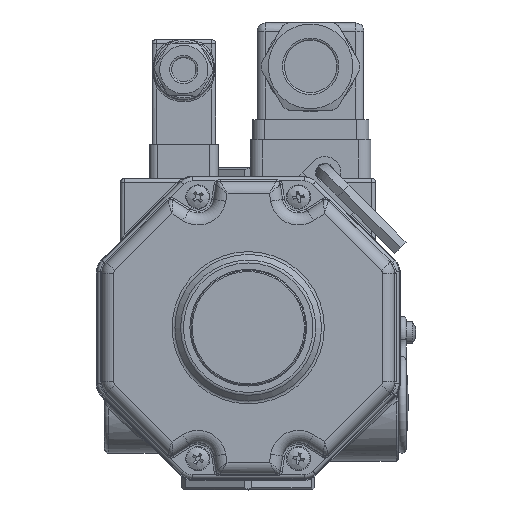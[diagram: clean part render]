
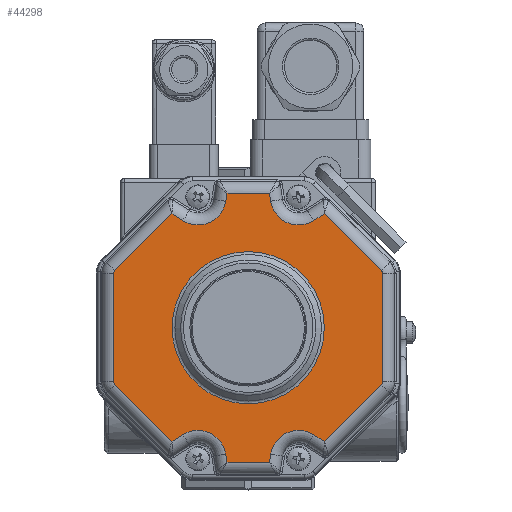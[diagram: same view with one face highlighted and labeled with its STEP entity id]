
A CAD part, top view. The second image highlights one B-rep face of the part: STEP entity #44298.
In plain terms, the highlighted face is planar.
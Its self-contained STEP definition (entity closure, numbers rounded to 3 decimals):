
#3324=CIRCLE('',#48321,1.);
#3329=CIRCLE('',#48329,1.);
#3337=CIRCLE('',#48342,7.);
#3346=CIRCLE('',#48356,1.);
#3350=CIRCLE('',#48363,7.);
#3354=CIRCLE('',#48368,1.);
#3389=CIRCLE('',#48455,7.);
#3390=CIRCLE('',#48456,7.);
#3391=CIRCLE('',#48457,18.914);
#12511=ORIENTED_EDGE('',*,*,#19000,.T.);
#12512=ORIENTED_EDGE('',*,*,#19179,.T.);
#12513=ORIENTED_EDGE('',*,*,#18990,.T.);
#12514=ORIENTED_EDGE('',*,*,#18986,.T.);
#12515=ORIENTED_EDGE('',*,*,#18992,.T.);
#12516=ORIENTED_EDGE('',*,*,#18995,.T.);
#12517=ORIENTED_EDGE('',*,*,#19002,.T.);
#12518=ORIENTED_EDGE('',*,*,#19007,.T.);
#12519=ORIENTED_EDGE('',*,*,#19017,.T.);
#12520=ORIENTED_EDGE('',*,*,#19023,.T.);
#12521=ORIENTED_EDGE('',*,*,#19026,.T.);
#12522=ORIENTED_EDGE('',*,*,#19037,.T.);
#12523=ORIENTED_EDGE('',*,*,#19048,.T.);
#12524=ORIENTED_EDGE('',*,*,#19054,.T.);
#12525=ORIENTED_EDGE('',*,*,#19060,.T.);
#12526=ORIENTED_EDGE('',*,*,#19064,.T.);
#12527=ORIENTED_EDGE('',*,*,#19058,.T.);
#12528=ORIENTED_EDGE('',*,*,#19052,.T.);
#12529=ORIENTED_EDGE('',*,*,#19046,.T.);
#12530=ORIENTED_EDGE('',*,*,#19041,.T.);
#12531=ORIENTED_EDGE('',*,*,#19031,.T.);
#12532=ORIENTED_EDGE('',*,*,#19180,.T.);
#12533=ORIENTED_EDGE('',*,*,#19021,.T.);
#12534=ORIENTED_EDGE('',*,*,#19011,.T.);
#12535=ORIENTED_EDGE('',*,*,#19181,.T.);
#18986=EDGE_CURVE('',#22799,#22801,#25259,.T.);
#18990=EDGE_CURVE('',#22802,#22799,#25262,.T.);
#18992=EDGE_CURVE('',#22801,#22805,#3324,.T.);
#18995=EDGE_CURVE('',#22805,#22807,#25263,.T.);
#19000=EDGE_CURVE('',#22808,#22811,#25266,.T.);
#19002=EDGE_CURVE('',#22807,#22813,#3329,.T.);
#19007=EDGE_CURVE('',#22813,#22816,#25267,.T.);
#19011=EDGE_CURVE('',#22817,#22808,#25270,.T.);
#19017=EDGE_CURVE('',#22816,#22822,#25271,.T.);
#19021=EDGE_CURVE('',#22823,#22817,#25274,.T.);
#19023=EDGE_CURVE('',#22822,#22826,#3337,.T.);
#19026=EDGE_CURVE('',#22826,#22828,#25275,.T.);
#19031=EDGE_CURVE('',#22829,#22832,#25278,.T.);
#19037=EDGE_CURVE('',#22828,#22836,#25279,.T.);
#19041=EDGE_CURVE('',#22837,#22829,#25282,.T.);
#19046=EDGE_CURVE('',#22840,#22837,#3346,.T.);
#19048=EDGE_CURVE('',#22836,#22843,#25283,.T.);
#19052=EDGE_CURVE('',#22844,#22840,#25286,.T.);
#19054=EDGE_CURVE('',#22843,#22847,#3350,.T.);
#19058=EDGE_CURVE('',#22848,#22844,#3354,.T.);
#19060=EDGE_CURVE('',#22847,#22851,#25287,.T.);
#19064=EDGE_CURVE('',#22851,#22848,#25290,.T.);
#19179=EDGE_CURVE('',#22811,#22802,#3389,.T.);
#19180=EDGE_CURVE('',#22832,#22823,#3390,.T.);
#19181=EDGE_CURVE('',#22915,#22915,#3391,.T.);
#22799=VERTEX_POINT('',#76082);
#22801=VERTEX_POINT('',#76101);
#22802=VERTEX_POINT('',#76106);
#22805=VERTEX_POINT('',#76113);
#22807=VERTEX_POINT('',#76119);
#22808=VERTEX_POINT('',#76138);
#22811=VERTEX_POINT('',#76143);
#22813=VERTEX_POINT('',#76148);
#22816=VERTEX_POINT('',#76227);
#22817=VERTEX_POINT('',#76246);
#22822=VERTEX_POINT('',#76365);
#22823=VERTEX_POINT('',#76370);
#22826=VERTEX_POINT('',#76377);
#22828=VERTEX_POINT('',#76397);
#22829=VERTEX_POINT('',#76416);
#22832=VERTEX_POINT('',#76421);
#22836=VERTEX_POINT('',#76552);
#22837=VERTEX_POINT('',#76557);
#22840=VERTEX_POINT('',#76622);
#22843=VERTEX_POINT('',#76629);
#22844=VERTEX_POINT('',#76634);
#22847=VERTEX_POINT('',#76641);
#22848=VERTEX_POINT('',#76646);
#22851=VERTEX_POINT('',#76667);
#22915=VERTEX_POINT('',#76954);
#25259=LINE('',#76102,#27552);
#25262=LINE('',#76109,#27555);
#25263=LINE('',#76120,#27556);
#25266=LINE('',#76144,#27559);
#25267=LINE('',#76228,#27560);
#25270=LINE('',#76249,#27563);
#25271=LINE('',#76366,#27564);
#25274=LINE('',#76373,#27567);
#25275=LINE('',#76398,#27568);
#25278=LINE('',#76422,#27571);
#25279=LINE('',#76553,#27572);
#25282=LINE('',#76560,#27575);
#25283=LINE('',#76630,#27576);
#25286=LINE('',#76637,#27579);
#25287=LINE('',#76668,#27580);
#25290=LINE('',#76688,#27583);
#27552=VECTOR('',#57744,1000.);
#27555=VECTOR('',#57751,1000.);
#27556=VECTOR('',#57764,1000.);
#27559=VECTOR('',#57771,1000.);
#27560=VECTOR('',#57784,1000.);
#27563=VECTOR('',#57789,1000.);
#27564=VECTOR('',#57798,1000.);
#27567=VECTOR('',#57805,1000.);
#27568=VECTOR('',#57816,1000.);
#27571=VECTOR('',#57823,1000.);
#27572=VECTOR('',#57830,1000.);
#27575=VECTOR('',#57837,1000.);
#27576=VECTOR('',#57852,1000.);
#27579=VECTOR('',#57859,1000.);
#27580=VECTOR('',#57878,1000.);
#27583=VECTOR('',#57883,1000.);
#30246=EDGE_LOOP('',(#12511,#12512,#12513,#12514,#12515,#12516,#12517,#12518,
#12519,#12520,#12521,#12522,#12523,#12524,#12525,#12526,#12527,#12528,#12529,
#12530,#12531,#12532,#12533,#12534));
#30247=EDGE_LOOP('',(#12535));
#32987=FACE_BOUND('',#30246,.T.);
#32988=FACE_BOUND('',#30247,.T.);
#34181=PLANE('',#48454);
#44298=ADVANCED_FACE('',(#32987,#32988),#34181,.T.);
#48321=AXIS2_PLACEMENT_3D('',#76114,#57756,#57757);
#48329=AXIS2_PLACEMENT_3D('',#76149,#57776,#57777);
#48342=AXIS2_PLACEMENT_3D('',#76378,#57810,#57811);
#48356=AXIS2_PLACEMENT_3D('',#76625,#57846,#57847);
#48363=AXIS2_PLACEMENT_3D('',#76642,#57864,#57865);
#48368=AXIS2_PLACEMENT_3D('',#76649,#57874,#57875);
#48454=AXIS2_PLACEMENT_3D('',#76950,#58130,#58131);
#48455=AXIS2_PLACEMENT_3D('',#76951,#58132,#58133);
#48456=AXIS2_PLACEMENT_3D('',#76952,#58134,#58135);
#48457=AXIS2_PLACEMENT_3D('',#76953,#58136,#58137);
#57744=DIRECTION('',(-0.707,0.,0.707));
#57751=DIRECTION('',(-0.844,0.,-0.536));
#57756=DIRECTION('',(0.,1.,0.));
#57757=DIRECTION('',(0.,0.,1.));
#57764=DIRECTION('',(0.,0.,1.));
#57771=DIRECTION('',(-0.156,0.,0.988));
#57776=DIRECTION('',(0.,1.,0.));
#57777=DIRECTION('',(0.,0.,1.));
#57784=DIRECTION('',(0.707,0.,0.707));
#57789=DIRECTION('',(-1.,0.,0.));
#57798=DIRECTION('',(0.844,0.,-0.536));
#57805=DIRECTION('',(-0.156,0.,-0.988));
#57810=DIRECTION('',(0.,-1.,0.));
#57811=DIRECTION('',(0.,0.,1.));
#57816=DIRECTION('',(0.156,0.,0.988));
#57823=DIRECTION('',(-0.844,0.,0.536));
#57830=DIRECTION('',(1.,0.,0.));
#57837=DIRECTION('',(-0.707,0.,-0.707));
#57846=DIRECTION('',(0.,1.,0.));
#57847=DIRECTION('',(0.,0.,1.));
#57852=DIRECTION('',(0.156,0.,-0.988));
#57859=DIRECTION('',(0.,0.,-1.));
#57864=DIRECTION('',(0.,-1.,0.));
#57865=DIRECTION('',(0.,0.,1.));
#57874=DIRECTION('',(0.,1.,0.));
#57875=DIRECTION('',(0.,0.,1.));
#57878=DIRECTION('',(0.844,0.,0.536));
#57883=DIRECTION('',(0.707,0.,-0.707));
#58130=DIRECTION('',(0.,1.,0.));
#58131=DIRECTION('',(0.,0.,1.));
#58132=DIRECTION('',(0.,-1.,0.));
#58133=DIRECTION('',(0.,0.,1.));
#58134=DIRECTION('',(0.,-1.,0.));
#58135=DIRECTION('',(0.,0.,1.));
#58136=DIRECTION('',(0.,-1.,0.));
#58137=DIRECTION('',(0.,0.,1.));
#76082=CARTESIAN_POINT('',(-18.939,26.,-28.296));
#76101=CARTESIAN_POINT('',(-33.107,26.,-14.128));
#76102=CARTESIAN_POINT('',(-33.107,26.,-14.128));
#76106=CARTESIAN_POINT('',(-16.251,26.,-26.59));
#76109=CARTESIAN_POINT('',(-20.292,26.,-29.154));
#76113=CARTESIAN_POINT('',(-33.4,26.,-13.421));
#76114=CARTESIAN_POINT('',(-32.4,26.,-13.421));
#76119=CARTESIAN_POINT('',(-33.4,26.,13.421));
#76120=CARTESIAN_POINT('',(-33.4,26.,13.421));
#76138=CARTESIAN_POINT('',(-5.27,26.,-33.4));
#76143=CARTESIAN_POINT('',(-5.586,26.,-31.405));
#76144=CARTESIAN_POINT('',(-10.302,26.,-1.632));
#76148=CARTESIAN_POINT('',(-33.107,26.,14.128));
#76149=CARTESIAN_POINT('',(-32.4,26.,13.421));
#76227=CARTESIAN_POINT('',(-18.939,26.,28.296));
#76228=CARTESIAN_POINT('',(-17.806,26.,29.429));
#76246=CARTESIAN_POINT('',(5.27,26.,-33.4));
#76249=CARTESIAN_POINT('',(-6.978,26.,-33.4));
#76365=CARTESIAN_POINT('',(-16.251,26.,26.59));
#76366=CARTESIAN_POINT('',(7.364,26.,11.603));
#76370=CARTESIAN_POINT('',(5.586,26.,-31.405));
#76373=CARTESIAN_POINT('',(5.003,26.,-35.087));
#76377=CARTESIAN_POINT('',(-5.586,26.,31.405));
#76378=CARTESIAN_POINT('',(-12.5,26.,32.5));
#76397=CARTESIAN_POINT('',(-5.27,26.,33.4));
#76398=CARTESIAN_POINT('',(-5.003,26.,35.087));
#76416=CARTESIAN_POINT('',(18.939,26.,-28.296));
#76421=CARTESIAN_POINT('',(16.251,26.,-26.59));
#76422=CARTESIAN_POINT('',(-7.364,26.,-11.603));
#76552=CARTESIAN_POINT('',(5.27,26.,33.4));
#76553=CARTESIAN_POINT('',(6.978,26.,33.4));
#76557=CARTESIAN_POINT('',(33.107,26.,-14.128));
#76560=CARTESIAN_POINT('',(17.806,26.,-29.429));
#76622=CARTESIAN_POINT('',(33.4,26.,-13.421));
#76625=CARTESIAN_POINT('',(32.4,26.,-13.421));
#76629=CARTESIAN_POINT('',(5.586,26.,31.405));
#76630=CARTESIAN_POINT('',(10.302,26.,1.632));
#76634=CARTESIAN_POINT('',(33.4,26.,13.421));
#76637=CARTESIAN_POINT('',(33.4,26.,-13.421));
#76641=CARTESIAN_POINT('',(16.251,26.,26.59));
#76642=CARTESIAN_POINT('',(12.5,26.,32.5));
#76646=CARTESIAN_POINT('',(33.107,26.,14.128));
#76649=CARTESIAN_POINT('',(32.4,26.,13.421));
#76667=CARTESIAN_POINT('',(18.939,26.,28.296));
#76668=CARTESIAN_POINT('',(20.292,26.,29.154));
#76688=CARTESIAN_POINT('',(33.107,26.,14.128));
#76950=CARTESIAN_POINT('',(0.,26.,0.));
#76951=CARTESIAN_POINT('',(-12.5,26.,-32.5));
#76952=CARTESIAN_POINT('',(12.5,26.,-32.5));
#76953=CARTESIAN_POINT('',(0.,26.,0.));
#76954=CARTESIAN_POINT('',(0.,26.,18.914));
